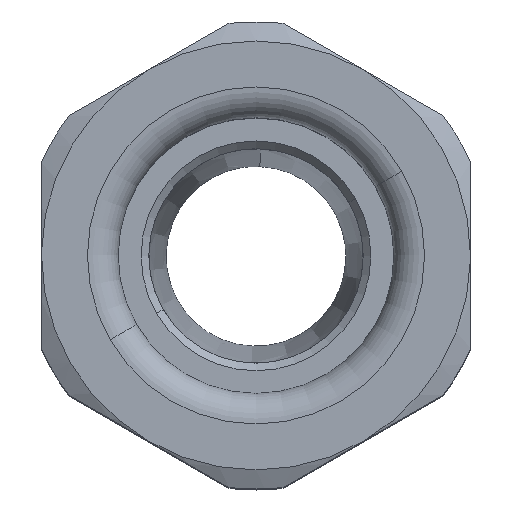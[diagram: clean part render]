
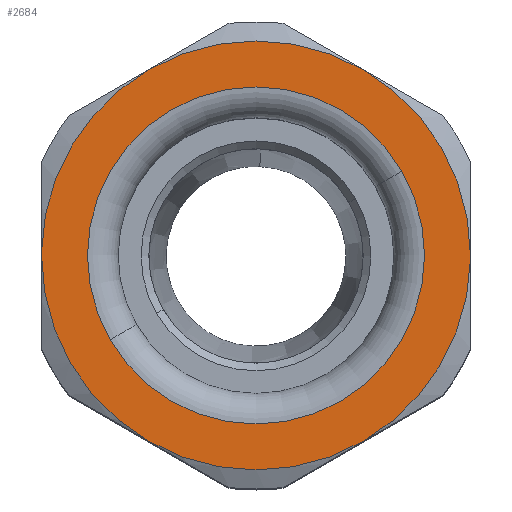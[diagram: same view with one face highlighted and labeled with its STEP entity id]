
A CAD part, top view. The second image highlights one B-rep face of the part: STEP entity #2684.
In plain terms, the highlighted planar face has unit normal (0, 0, 1).
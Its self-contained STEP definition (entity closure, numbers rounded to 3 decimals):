
#1596=AXIS2_PLACEMENT_3D('Circle Axis2P3D',#1594,#1595,$) ;
#1652=AXIS2_PLACEMENT_3D('Circle Axis2P3D',#1650,#1651,$) ;
#1728=AXIS2_PLACEMENT_3D('Circle Axis2P3D',#1726,#1727,$) ;
#1806=AXIS2_PLACEMENT_3D('Circle Axis2P3D',#1804,#1805,$) ;
#1888=AXIS2_PLACEMENT_3D('Circle Axis2P3D',#1886,#1887,$) ;
#1966=AXIS2_PLACEMENT_3D('Circle Axis2P3D',#1964,#1965,$) ;
#2004=AXIS2_PLACEMENT_3D('Circle Axis2P3D',#2002,#2003,$) ;
#2126=AXIS2_PLACEMENT_3D('Circle Axis2P3D',#2124,#2125,$) ;
#2654=AXIS2_PLACEMENT_3D('Plane Axis2P3D',#2651,#2652,#2653) ;
#2668=AXIS2_PLACEMENT_3D('Circle Axis2P3D',#2666,#2667,$) ;
#2677=AXIS2_PLACEMENT_3D('Circle Axis2P3D',#2675,#2676,$) ;
#1594=CARTESIAN_POINT('Axis2P3D Location',(14.,15.25,51.75)) ;
#1598=CARTESIAN_POINT('Vertex',(0.004,15.58,51.75)) ;
#1600=CARTESIAN_POINT('Vertex',(0.,15.25,51.75)) ;
#1650=CARTESIAN_POINT('Axis2P3D Location',(14.,15.25,51.75)) ;
#1654=CARTESIAN_POINT('Vertex',(27.996,14.92,51.75)) ;
#1656=CARTESIAN_POINT('Vertex',(28.,15.25,51.75)) ;
#1726=CARTESIAN_POINT('Axis2P3D Location',(14.,15.25,51.75)) ;
#1730=CARTESIAN_POINT('Vertex',(21.,3.126,51.75)) ;
#1799=CARTESIAN_POINT('Vertex',(21.,27.374,51.75)) ;
#1804=CARTESIAN_POINT('Axis2P3D Location',(14.,15.25,51.75)) ;
#1881=CARTESIAN_POINT('Vertex',(7.,27.374,51.75)) ;
#1886=CARTESIAN_POINT('Axis2P3D Location',(14.,15.25,51.75)) ;
#1964=CARTESIAN_POINT('Axis2P3D Location',(14.,15.25,51.75)) ;
#1997=CARTESIAN_POINT('Vertex',(7.,3.126,51.75)) ;
#2002=CARTESIAN_POINT('Axis2P3D Location',(14.,15.25,51.75)) ;
#2124=CARTESIAN_POINT('Axis2P3D Location',(14.,15.25,51.75)) ;
#2651=CARTESIAN_POINT('Axis2P3D Location',(14.,15.25,51.75)) ;
#2666=CARTESIAN_POINT('Axis2P3D Location',(14.,15.25,51.75)) ;
#2670=CARTESIAN_POINT('Vertex',(23.526,20.75,51.75)) ;
#2672=CARTESIAN_POINT('Vertex',(4.474,9.75,51.75)) ;
#2675=CARTESIAN_POINT('Axis2P3D Location',(14.,15.25,51.75)) ;
#1595=DIRECTION('Axis2P3D Direction',(0.,0.,-1.)) ;
#1651=DIRECTION('Axis2P3D Direction',(0.,0.,-1.)) ;
#1727=DIRECTION('Axis2P3D Direction',(0.,0.,-1.)) ;
#1805=DIRECTION('Axis2P3D Direction',(0.,0.,-1.)) ;
#1887=DIRECTION('Axis2P3D Direction',(0.,0.,-1.)) ;
#1965=DIRECTION('Axis2P3D Direction',(0.,0.,-1.)) ;
#2003=DIRECTION('Axis2P3D Direction',(0.,0.,-1.)) ;
#2125=DIRECTION('Axis2P3D Direction',(0.,0.,-1.)) ;
#2652=DIRECTION('Axis2P3D Direction',(0.,0.,-1.)) ;
#2653=DIRECTION('Axis2P3D XDirection',(0.866,0.5,0.)) ;
#2667=DIRECTION('Axis2P3D Direction',(0.,0.,-1.)) ;
#2676=DIRECTION('Axis2P3D Direction',(0.,0.,-1.)) ;
#2657=ORIENTED_EDGE('',*,*,#2128,.T.) ;
#2658=ORIENTED_EDGE('',*,*,#1732,.T.) ;
#2659=ORIENTED_EDGE('',*,*,#1658,.T.) ;
#2660=ORIENTED_EDGE('',*,*,#1808,.T.) ;
#2661=ORIENTED_EDGE('',*,*,#1890,.T.) ;
#2662=ORIENTED_EDGE('',*,*,#1968,.T.) ;
#2663=ORIENTED_EDGE('',*,*,#1602,.T.) ;
#2664=ORIENTED_EDGE('',*,*,#2006,.T.) ;
#2681=ORIENTED_EDGE('',*,*,#2674,.F.) ;
#2682=ORIENTED_EDGE('',*,*,#2679,.F.) ;
#2683=FACE_BOUND('',#2680,.T.) ;
#2684=ADVANCED_FACE('Part1.1\\Koerper.2',(#2665,#2683),#2655,.F.) ;
#1597=CIRCLE('generated circle',#1596,14.) ;
#1653=CIRCLE('generated circle',#1652,14.) ;
#1729=CIRCLE('generated circle',#1728,14.) ;
#1807=CIRCLE('generated circle',#1806,14.) ;
#1889=CIRCLE('generated circle',#1888,14.) ;
#1967=CIRCLE('generated circle',#1966,14.) ;
#2005=CIRCLE('generated circle',#2004,14.) ;
#2127=CIRCLE('generated circle',#2126,14.) ;
#2669=CIRCLE('generated circle',#2668,11.) ;
#2678=CIRCLE('generated circle',#2677,11.) ;
#1602=EDGE_CURVE('',#1599,#1601,#1597,.F.) ;
#1658=EDGE_CURVE('',#1655,#1657,#1653,.F.) ;
#1732=EDGE_CURVE('',#1731,#1655,#1729,.F.) ;
#1808=EDGE_CURVE('',#1657,#1800,#1807,.F.) ;
#1890=EDGE_CURVE('',#1800,#1882,#1889,.F.) ;
#1968=EDGE_CURVE('',#1882,#1599,#1967,.F.) ;
#2006=EDGE_CURVE('',#1601,#1998,#2005,.F.) ;
#2128=EDGE_CURVE('',#1998,#1731,#2127,.F.) ;
#2674=EDGE_CURVE('',#2671,#2673,#2669,.F.) ;
#2679=EDGE_CURVE('',#2673,#2671,#2678,.F.) ;
#2656=EDGE_LOOP('',(#2657,#2658,#2659,#2660,#2661,#2662,#2663,#2664)) ;
#2680=EDGE_LOOP('',(#2681,#2682)) ;
#2665=FACE_OUTER_BOUND('',#2656,.T.) ;
#2655=PLANE('',#2654) ;
#1599=VERTEX_POINT('',#1598) ;
#1601=VERTEX_POINT('',#1600) ;
#1655=VERTEX_POINT('',#1654) ;
#1657=VERTEX_POINT('',#1656) ;
#1731=VERTEX_POINT('',#1730) ;
#1800=VERTEX_POINT('',#1799) ;
#1882=VERTEX_POINT('',#1881) ;
#1998=VERTEX_POINT('',#1997) ;
#2671=VERTEX_POINT('',#2670) ;
#2673=VERTEX_POINT('',#2672) ;
